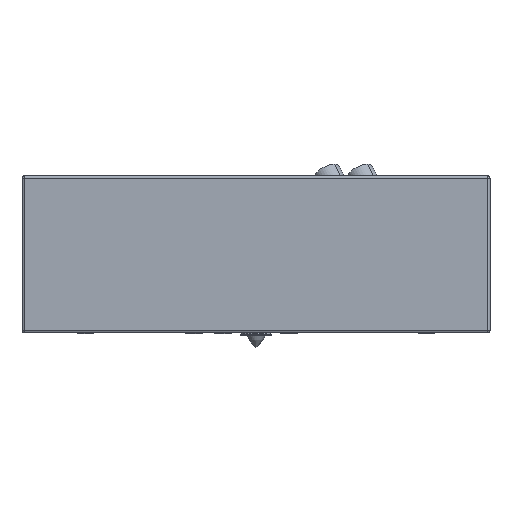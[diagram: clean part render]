
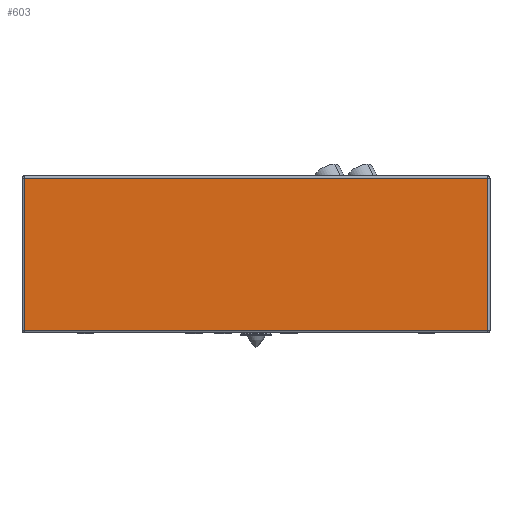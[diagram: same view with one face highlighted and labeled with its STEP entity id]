
A CAD part, left-side view. The second image highlights one B-rep face of the part: STEP entity #603.
In plain terms, the highlighted planar face has unit normal (-1, 0, 0).
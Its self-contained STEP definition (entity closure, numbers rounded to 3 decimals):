
#281 = PLANE ( 'NONE',  #8409 ) ;
#518 = VECTOR ( 'NONE', #8868, 1000. ) ;
#603 = ADVANCED_FACE ( 'NONE', ( #10701 ), #281, .F. ) ;
#712 = ORIENTED_EDGE ( 'NONE', *, *, #7460, .T. ) ;
#1027 = CARTESIAN_POINT ( 'NONE',  ( -37.798, 39.048, 66. ) ) ;
#2281 = ORIENTED_EDGE ( 'NONE', *, *, #4306, .T. ) ;
#2318 = CARTESIAN_POINT ( 'NONE',  ( -37.798, -158.952, 1. ) ) ;
#2370 = CARTESIAN_POINT ( 'NONE',  ( -37.798, 40.048, 67. ) ) ;
#2823 = ORIENTED_EDGE ( 'NONE', *, *, #3286, .T. ) ;
#3286 = EDGE_CURVE ( 'NONE', #11492, #5389, #4208, .T. ) ;
#3576 = DIRECTION ( 'NONE',  ( 0., 1., 0. ) ) ;
#3577 = EDGE_LOOP ( 'NONE', ( #8037, #2281, #712, #2823 ) ) ;
#4208 = LINE ( 'NONE', #6161, #518 ) ;
#4306 = EDGE_CURVE ( 'NONE', #6633, #4607, #8721, .T. ) ;
#4494 = CARTESIAN_POINT ( 'NONE',  ( -37.798, 40.048, 66. ) ) ;
#4499 = EDGE_CURVE ( 'NONE', #5389, #6633, #11050, .T. ) ;
#4607 = VERTEX_POINT ( 'NONE', #7549 ) ;
#5389 = VERTEX_POINT ( 'NONE', #9097 ) ;
#6034 = DIRECTION ( 'NONE',  ( 1., 0., 0. ) ) ;
#6161 = CARTESIAN_POINT ( 'NONE',  ( -37.798, 39.048, 67. ) ) ;
#6432 = VECTOR ( 'NONE', #6887, 1000. ) ;
#6633 = VERTEX_POINT ( 'NONE', #2318 ) ;
#6887 = DIRECTION ( 'NONE',  ( 0., 0., 1. ) ) ;
#7244 = DIRECTION ( 'NONE',  ( 0., -1., 0. ) ) ;
#7460 = EDGE_CURVE ( 'NONE', #4607, #11492, #8284, .T. ) ;
#7549 = CARTESIAN_POINT ( 'NONE',  ( -37.798, -158.952, 66. ) ) ;
#8037 = ORIENTED_EDGE ( 'NONE', *, *, #4499, .T. ) ;
#8157 = CARTESIAN_POINT ( 'NONE',  ( -37.798, 40.048, 1. ) ) ;
#8284 = LINE ( 'NONE', #4494, #11173 ) ;
#8409 = AXIS2_PLACEMENT_3D ( 'NONE', #2370, #6034, #10825 ) ;
#8721 = LINE ( 'NONE', #10809, #6432 ) ;
#8868 = DIRECTION ( 'NONE',  ( 0., 0., -1. ) ) ;
#9097 = CARTESIAN_POINT ( 'NONE',  ( -37.798, 39.048, 1. ) ) ;
#10363 = VECTOR ( 'NONE', #7244, 1000. ) ;
#10701 = FACE_OUTER_BOUND ( 'NONE', #3577, .T. ) ;
#10809 = CARTESIAN_POINT ( 'NONE',  ( -37.798, -158.952, 67. ) ) ;
#10825 = DIRECTION ( 'NONE',  ( 0., 1., 0. ) ) ;
#11050 = LINE ( 'NONE', #8157, #10363 ) ;
#11173 = VECTOR ( 'NONE', #3576, 1000. ) ;
#11492 = VERTEX_POINT ( 'NONE', #1027 ) ;
